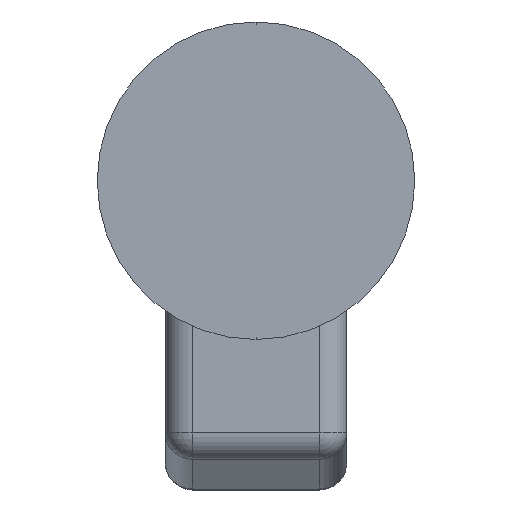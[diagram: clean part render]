
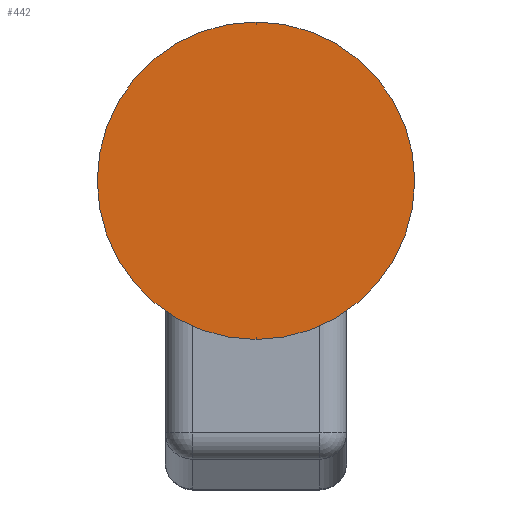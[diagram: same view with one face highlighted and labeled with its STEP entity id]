
A CAD part, front view. The second image highlights one B-rep face of the part: STEP entity #442.
In plain terms, the highlighted planar face has unit normal (0, -1, 0).
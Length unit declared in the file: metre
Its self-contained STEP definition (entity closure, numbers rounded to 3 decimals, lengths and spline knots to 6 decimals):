
#21 = DIRECTION ( 'NONE',  ( 0., 0., 1. ) ) ;
#125 = CARTESIAN_POINT ( 'NONE',  ( 0., -135., -10. ) ) ;
#235 = CARTESIAN_POINT ( 'NONE',  ( 0., -135., -1.6 ) ) ;
#240 = CIRCLE ( 'NONE', #1390, 8.4 ) ;
#296 = VERTEX_POINT ( 'NONE', #235 ) ;
#416 = EDGE_LOOP ( 'NONE', ( #755, #1241 ) ) ;
#442 = ADVANCED_FACE ( 'NONE', ( #922 ), #1031, .T. ) ;
#592 = VERTEX_POINT ( 'NONE', #1272 ) ;
#612 = DIRECTION ( 'NONE',  ( 0., 0., -1. ) ) ;
#654 = DIRECTION ( 'NONE',  ( 0., 0., 1. ) ) ;
#669 = AXIS2_PLACEMENT_3D ( 'NONE', #696, #932, #612 ) ;
#696 = CARTESIAN_POINT ( 'NONE',  ( 0., -135., -1.6 ) ) ;
#755 = ORIENTED_EDGE ( 'NONE', *, *, #1291, .F. ) ;
#922 = FACE_OUTER_BOUND ( 'NONE', #416, .T. ) ;
#932 = DIRECTION ( 'NONE',  ( 0., -1., 0. ) ) ;
#979 = CIRCLE ( 'NONE', #1233, 8.4 ) ;
#1031 = PLANE ( 'NONE',  #669 ) ;
#1195 = EDGE_CURVE ( 'NONE', #592, #296, #240, .T. ) ;
#1233 = AXIS2_PLACEMENT_3D ( 'NONE', #1344, #1239, #21 ) ;
#1239 = DIRECTION ( 'NONE',  ( 0., 1., 0. ) ) ;
#1241 = ORIENTED_EDGE ( 'NONE', *, *, #1195, .F. ) ;
#1272 = CARTESIAN_POINT ( 'NONE',  ( 0., -135., -18.4 ) ) ;
#1291 = EDGE_CURVE ( 'NONE', #296, #592, #979, .T. ) ;
#1329 = DIRECTION ( 'NONE',  ( 0., 1., 0. ) ) ;
#1344 = CARTESIAN_POINT ( 'NONE',  ( 0., -135., -10. ) ) ;
#1390 = AXIS2_PLACEMENT_3D ( 'NONE', #125, #1329, #654 ) ;
